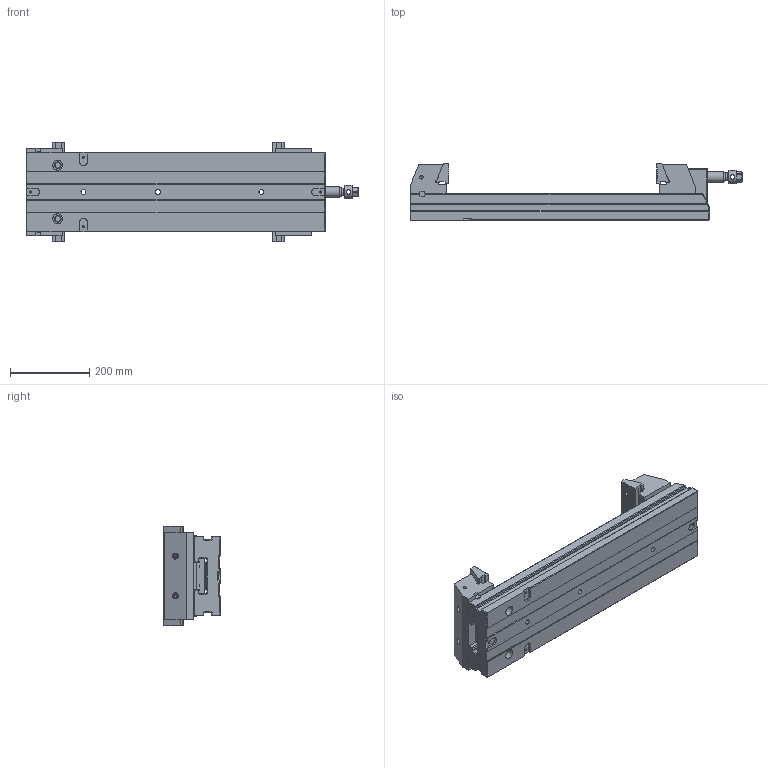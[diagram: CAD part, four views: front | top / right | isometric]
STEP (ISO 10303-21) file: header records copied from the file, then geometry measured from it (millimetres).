
FILE_DESCRIPTION(/* description */ (''),/* implementation_level */ '2;1');
FILE_NAME(/* name */ '30_250X_Mordaza.stp',/* time_stamp */ '2019-03-22T12:04:54+01:00',/* author */ (''),/* organization */ (''),/* preprocessor_version */ 'ST-DEVELOPER v16',/* originating_system */ 'SIEMENS PLM Software NX 11.0',/* authorisation */ '');
FILE_SCHEMA (('AUTOMOTIVE_DESIGN { 1 0 10303 214 3 1 1 1 }'));
Length unit declared in the file: millimetre
Products named in the file (1): 30_250X_Mordaza
Bounding box: 837.99 x 142 x 250 mm (x, y, z)
Volume: 10681101.7 mm3; surface area: 917471.8 mm2
Topology: 13 solids, 13 shells, 635 faces, 1662 edges, 1088 vertices
Faces by surface type: plane 466, cylinder 103, cone 36, sphere 21, torus 9
Full cylindrical faces by diameter (mm): 4.351 x1, 5.188 x4, 6 x2, 6.5 x2, 6.985 x4, 8.5 x4, 8.782 x6, 9.5 x4, 10.5 x4, 10.579 x3, 12 x4, 12.376 x3, 13 x3, 14.376 x2, 15 x4, 15.5 x2, 16.5 x1, 17 x2, 18 x5, 19 x5, 20 x3, 21.25 x1, 25 x2, 26 x1, 28 x2, 30 x2, 33.8 x1, 34 x3
Entity records: 20953 total; most frequent: CARTESIAN_POINT 3469, DIRECTION 3003, ORIENTED_EDGE 2942, EDGE_CURVE 1471, LINE 1149, VECTOR 1149, VERTEX_POINT 1035, AXIS2_PLACEMENT_3D 927
